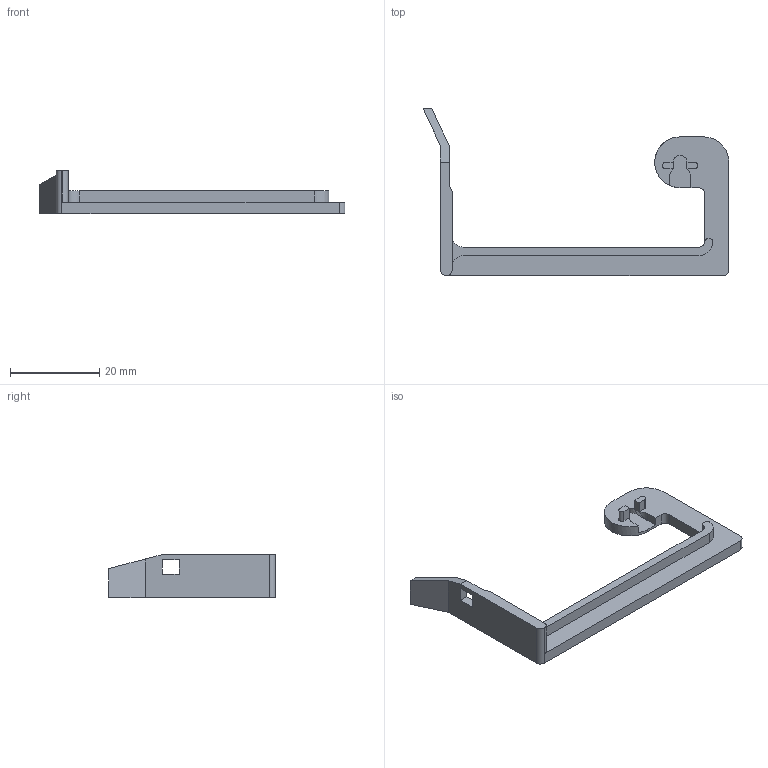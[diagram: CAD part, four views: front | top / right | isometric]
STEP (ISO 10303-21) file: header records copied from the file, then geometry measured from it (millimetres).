
FILE_DESCRIPTION(/* description */ (''),/* implementation_level */ '2;1');
FILE_NAME(/* name */ 'WebArm v1.step',/* time_stamp */ '2018-02-13T14:42:03-05:00',/* author */ ('alexandermcalpine'),/* organization */ (''),/* preprocessor_version */ 'ST-DEVELOPER v16.13',/* originating_system */ 'Autodesk Translation Framework v6.5.0.72',/* authorisation */ '');
FILE_SCHEMA (('AUTOMOTIVE_DESIGN { 1 0 10303 214 3 1 1 }'));
Length unit declared in the file: millimetre
Products named in the file (1): WebArm
Bounding box: 68.64 x 37.47 x 9.65 mm (x, y, z)
Volume: 2648.5 mm3; surface area: 3022.7 mm2
Topology: 1 solids, 1 shells, 56 faces, 158 edges, 104 vertices
Faces by surface type: plane 37, cylinder 18, cone 1
Entity records: 1855 total; most frequent: CARTESIAN_POINT 319, ORIENTED_EDGE 316, DIRECTION 313, EDGE_CURVE 158, LINE 117, VECTOR 117, VERTEX_POINT 104, AXIS2_PLACEMENT_3D 98
